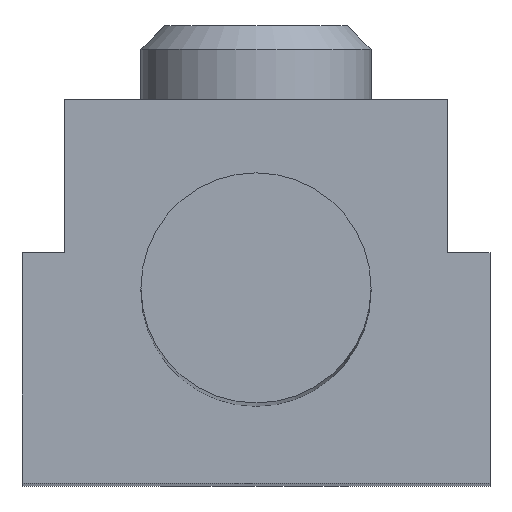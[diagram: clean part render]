
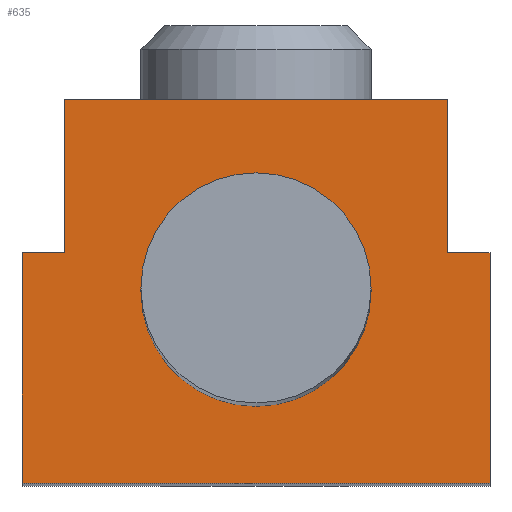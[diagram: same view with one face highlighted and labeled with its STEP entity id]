
A CAD part, top view. The second image highlights one B-rep face of the part: STEP entity #635.
In plain terms, the highlighted planar face has unit normal (0, 0, 1).
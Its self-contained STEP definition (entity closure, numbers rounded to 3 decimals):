
#40=LINE($,#1058,#86);
#44=LINE($,#1066,#90);
#47=LINE($,#1072,#93);
#50=LINE($,#1078,#96);
#53=LINE($,#1084,#99);
#56=LINE($,#1090,#102);
#59=LINE($,#1096,#105);
#62=LINE($,#1101,#108);
#86=VECTOR($,#828,3.);
#90=VECTOR($,#834,0.55);
#93=VECTOR($,#839,2.);
#96=VECTOR($,#844,5.);
#99=VECTOR($,#849,2.);
#102=VECTOR($,#854,0.55);
#105=VECTOR($,#859,3.);
#108=VECTOR($,#864,6.1);
#135=PLANE($,#699);
#160=FACE_BOUND($,#250,.T.);
#161=FACE_BOUND($,#251,.T.);
#250=EDGE_LOOP($,(#539));
#251=EDGE_LOOP($,(#540,#541,#542,#543,#544,#545,#546,#547));
#269=CIRCLE($,#678,1.5);
#299=VERTEX_POINT($,#990);
#308=VERTEX_POINT($,#1056);
#309=VERTEX_POINT($,#1057);
#312=VERTEX_POINT($,#1065);
#314=VERTEX_POINT($,#1071);
#316=VERTEX_POINT($,#1077);
#318=VERTEX_POINT($,#1083);
#320=VERTEX_POINT($,#1089);
#322=VERTEX_POINT($,#1095);
#361=EDGE_CURVE($,#299,#299,#269,.T.);
#374=EDGE_CURVE($,#308,#309,#40,.T.);
#378=EDGE_CURVE($,#309,#312,#44,.T.);
#381=EDGE_CURVE($,#312,#314,#47,.T.);
#384=EDGE_CURVE($,#314,#316,#50,.T.);
#387=EDGE_CURVE($,#316,#318,#53,.T.);
#390=EDGE_CURVE($,#318,#320,#56,.T.);
#393=EDGE_CURVE($,#320,#322,#59,.T.);
#396=EDGE_CURVE($,#322,#308,#62,.T.);
#539=ORIENTED_EDGE($,*,*,#361,.T.);
#540=ORIENTED_EDGE($,*,*,#374,.F.);
#541=ORIENTED_EDGE($,*,*,#396,.F.);
#542=ORIENTED_EDGE($,*,*,#393,.F.);
#543=ORIENTED_EDGE($,*,*,#390,.F.);
#544=ORIENTED_EDGE($,*,*,#387,.F.);
#545=ORIENTED_EDGE($,*,*,#384,.F.);
#546=ORIENTED_EDGE($,*,*,#381,.F.);
#547=ORIENTED_EDGE($,*,*,#378,.F.);
#635=ADVANCED_FACE($,(#160,#161),#135,.T.);
#678=AXIS2_PLACEMENT_3D($,#991,#798,#799);
#699=AXIS2_PLACEMENT_3D($,#1104,#868,#869);
#798=DIRECTION('center_axis',(0.,0.,-1.));
#799=DIRECTION('ref_axis',(-1.,0.,0.));
#828=DIRECTION($,(0.,1.,0.));
#834=DIRECTION($,(1.,0.,0.));
#839=DIRECTION($,(0.,1.,0.));
#844=DIRECTION($,(1.,0.,0.));
#849=DIRECTION($,(0.,-1.,0.));
#854=DIRECTION($,(1.,0.,0.));
#859=DIRECTION($,(0.,-1.,0.));
#864=DIRECTION($,(-1.,0.,0.));
#868=DIRECTION('center_axis',(0.,0.,1.));
#869=DIRECTION('ref_axis',(1.,0.,0.));
#990=CARTESIAN_POINT('',(6.388,5.132,25.));
#991=CARTESIAN_POINT('Origin',(4.888,5.132,25.));
#1056=CARTESIAN_POINT('',(1.838,2.632,25.));
#1057=CARTESIAN_POINT('',(1.838,5.632,25.));
#1058=CARTESIAN_POINT($,(1.838,5.632,25.));
#1065=CARTESIAN_POINT('',(2.388,5.632,25.));
#1066=CARTESIAN_POINT($,(2.388,5.632,25.));
#1071=CARTESIAN_POINT('',(2.388,7.632,25.));
#1072=CARTESIAN_POINT($,(2.388,7.632,25.));
#1077=CARTESIAN_POINT('',(7.388,7.632,25.));
#1078=CARTESIAN_POINT($,(7.388,7.632,25.));
#1083=CARTESIAN_POINT('',(7.388,5.632,25.));
#1084=CARTESIAN_POINT($,(7.388,5.632,25.));
#1089=CARTESIAN_POINT('',(7.938,5.632,25.));
#1090=CARTESIAN_POINT($,(7.938,5.632,25.));
#1095=CARTESIAN_POINT('',(7.938,2.632,25.));
#1096=CARTESIAN_POINT($,(7.938,2.632,25.));
#1101=CARTESIAN_POINT($,(1.838,2.632,25.));
#1104=CARTESIAN_POINT('Origin',(4.888,5.033,25.));
